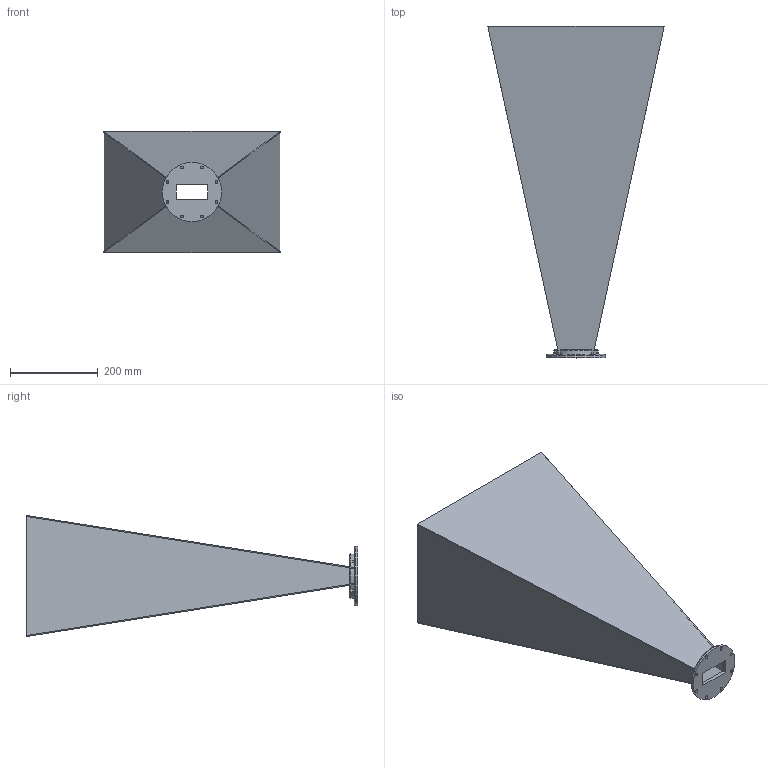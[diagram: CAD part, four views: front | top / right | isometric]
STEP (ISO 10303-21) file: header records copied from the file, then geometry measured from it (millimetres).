
FILE_DESCRIPTION (( 'STEP AP214' ), '1' );
FILE_NAME ('FM9863B-20-U_3D.STEP', '2021-02-18T20:35:52', ( '' ), ( '' ), 'SwSTEP 2.0', 'SolidWorks 2018', '' );
FILE_SCHEMA (( 'AUTOMOTIVE_DESIGN' ));
Length unit declared in the file: inch
Products named in the file (1): FM9863B-20-U_3D
Bounding box: 401.73 x 755.65 x 275.74 mm (x, y, z)
Volume: 1548661.3 mm3; surface area: 1226576.2 mm2
Topology: 1 solids, 5 shells, 100 faces, 241 edges, 151 vertices
Faces by surface type: plane 74, cylinder 17, torus 9
Full cylindrical faces by diameter (mm): 6.579 x8, 134.938 x1
Entity records: 3108 total; most frequent: CARTESIAN_POINT 773, ORIENTED_EDGE 462, DIRECTION 452, EDGE_CURVE 231, VECTOR 164, LINE 164, VERTEX_POINT 151, AXIS2_PLACEMENT_3D 144
